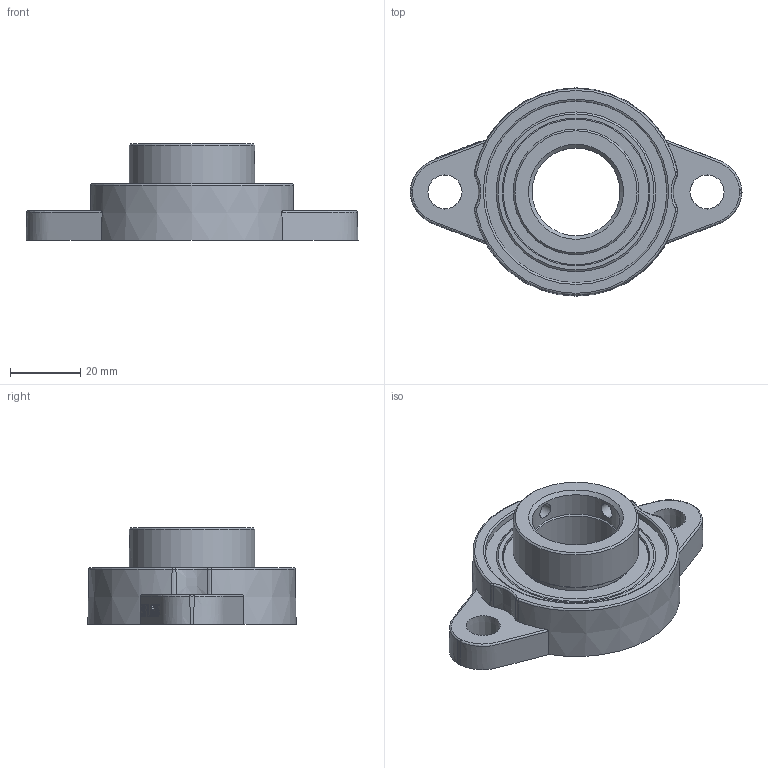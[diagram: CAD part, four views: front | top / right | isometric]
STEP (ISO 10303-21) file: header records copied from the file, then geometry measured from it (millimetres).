
FILE_DESCRIPTION(/* description */ (''),/* implementation_level */ '2;1');
FILE_NAME(/* name */ 'MUFL005.stp',/* time_stamp */ '2016-02-03T14:51:38+01:00',/* author */ ('fje'),/* organization */ (''),/* preprocessor_version */ 'ST-DEVELOPER v15.2',/* originating_system */ 'Autodesk Inventor 2014',/* authorisation */ '');
FILE_SCHEMA (('AUTOMOTIVE_DESIGN { 1 0 10303 214 3 1 1 }'));
Length unit declared in the file: millimetre
Products named in the file (1): Part34
Bounding box: 94.37 x 59.2 x 27.55 mm (x, y, z)
Volume: 39647.7 mm3; surface area: 19117.4 mm2
Topology: 2 solids, 2 shells, 292 faces, 798 edges, 529 vertices
Faces by surface type: plane 223, cone 23, bspline 22, cylinder 14, torus 10
Full cylindrical faces by diameter (mm): 4.4 x2, 25 x2, 30.2 x1, 31.8 x2, 32.4 x2, 35.7 x1, 41.4 x2, 42 x2
Entity records: 12811 total; most frequent: CARTESIAN_POINT 5340, ORIENTED_EDGE 1524, DIRECTION 1334, EDGE_CURVE 762, LINE 580, VECTOR 580, VERTEX_POINT 522, AXIS2_PLACEMENT_3D 377
